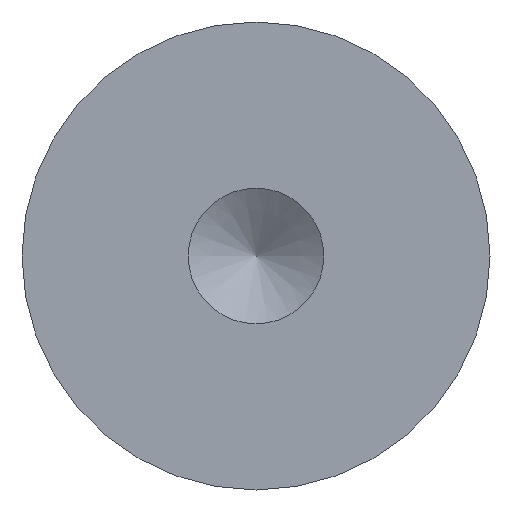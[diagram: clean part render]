
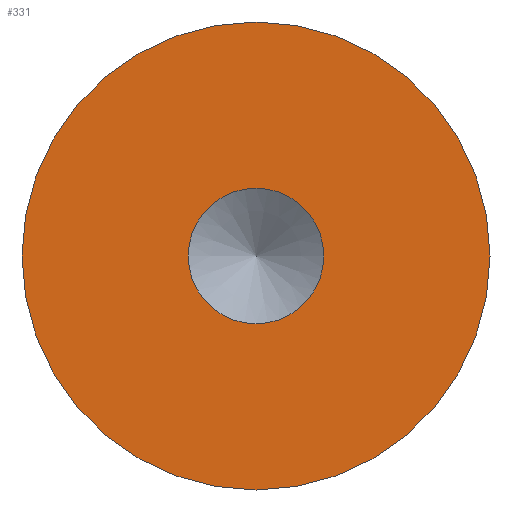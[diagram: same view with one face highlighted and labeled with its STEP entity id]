
A CAD part, left-side view. The second image highlights one B-rep face of the part: STEP entity #331.
In plain terms, the highlighted planar face has unit normal (-1, 0, 0).
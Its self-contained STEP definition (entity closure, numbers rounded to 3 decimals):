
#23=FACE_BOUND('',#117,.T.);
#32=PLANE('',#398);
#86=FACE_OUTER_BOUND('',#116,.T.);
#116=EDGE_LOOP('',(#298));
#117=EDGE_LOOP('',(#299));
#142=CIRCLE('',#381,2.);
#150=CIRCLE('',#399,6.9);
#170=VERTEX_POINT('',#581);
#178=VERTEX_POINT('',#614);
#204=EDGE_CURVE('',#170,#170,#142,.T.);
#219=EDGE_CURVE('',#178,#178,#150,.T.);
#298=ORIENTED_EDGE('',*,*,#219,.F.);
#299=ORIENTED_EDGE('',*,*,#204,.T.);
#331=ADVANCED_FACE('',(#86,#23),#32,.T.);
#381=AXIS2_PLACEMENT_3D('',#582,#474,#475);
#398=AXIS2_PLACEMENT_3D('',#613,#515,#516);
#399=AXIS2_PLACEMENT_3D('',#615,#517,#518);
#474=DIRECTION('center_axis',(1.,0.,0.));
#475=DIRECTION('ref_axis',(0.,-1.,0.));
#515=DIRECTION('center_axis',(-1.,0.,0.));
#516=DIRECTION('ref_axis',(0.,0.,1.));
#517=DIRECTION('center_axis',(1.,0.,0.));
#518=DIRECTION('ref_axis',(0.,0.,-1.));
#581=CARTESIAN_POINT('',(-1.5,2.,0.));
#582=CARTESIAN_POINT('Origin',(-1.5,0.,
0.));
#613=CARTESIAN_POINT('Origin',(-1.5,6.9,0.));
#614=CARTESIAN_POINT('',(-1.5,-6.9,0.));
#615=CARTESIAN_POINT('Origin',(-1.5,0.,0.));
